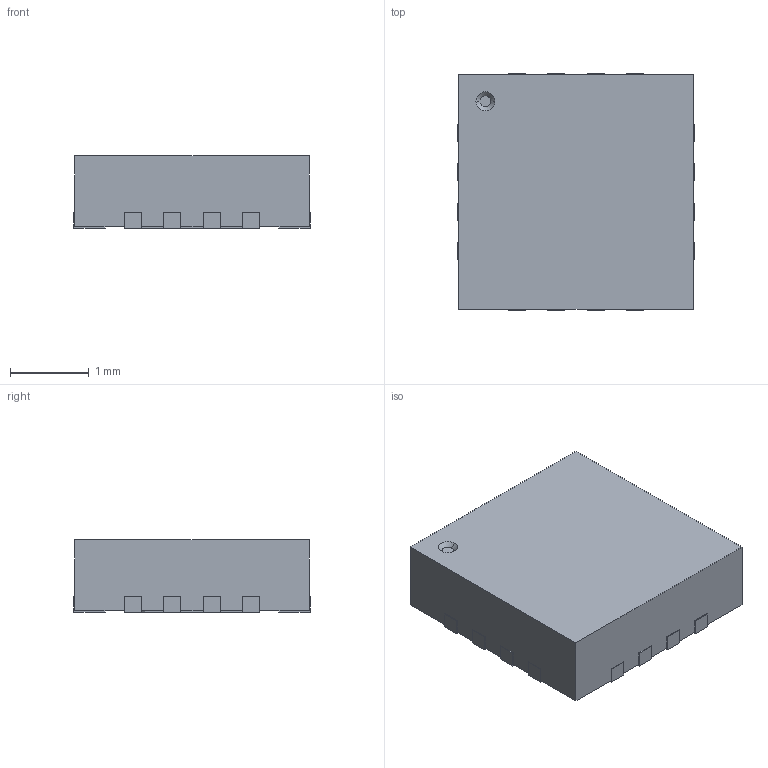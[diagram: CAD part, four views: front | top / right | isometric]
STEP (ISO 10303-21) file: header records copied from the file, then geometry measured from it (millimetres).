
FILE_DESCRIPTION (( 'STEP AP214' ), '1' );
FILE_NAME ('User Library-qfn16-3x3.STEP', '2015-12-07T04:21:13', ( 'Windows User' ), ( '' ), 'SwSTEP 2.0', 'SolidWorks 2016', '' );
FILE_SCHEMA (( 'AUTOMOTIVE_DESIGN' ));
Length unit declared in the file: millimetre
Products named in the file (1): User Library-qfn16-3x3
Bounding box: 3 x 3 x 0.92 mm (x, y, z)
Volume: 8.1 mm3; surface area: 29.1 mm2
Topology: 1 solids, 1 shells, 111 faces, 321 edges, 214 vertices
Faces by surface type: plane 109, cone 2
Entity records: 4834 total; most frequent: CARTESIAN_POINT 647, ORIENTED_EDGE 642, DIRECTION 549, EDGE_CURVE 321, LINE 317, VECTOR 317, VERTEX_POINT 214, AXIS2_PLACEMENT_3D 116
